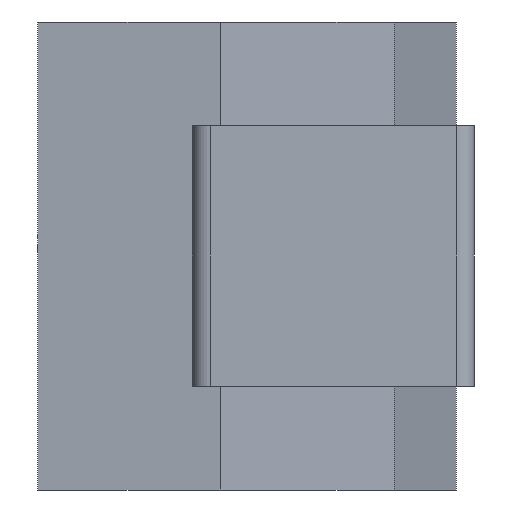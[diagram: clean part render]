
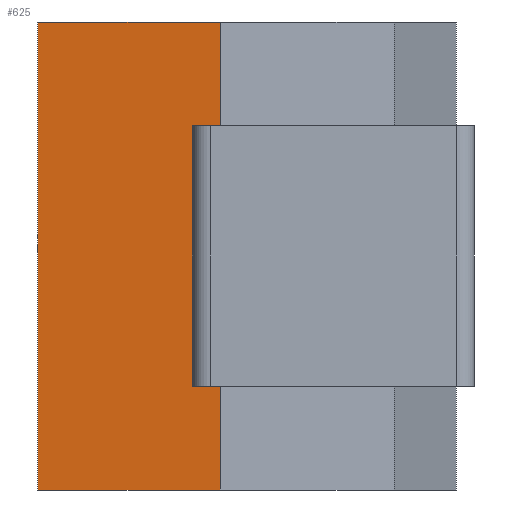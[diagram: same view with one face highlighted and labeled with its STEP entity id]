
A CAD part, left-side view. The second image highlights one B-rep face of the part: STEP entity #625.
In plain terms, the highlighted planar face has unit normal (-0.996, 0.087, 0).
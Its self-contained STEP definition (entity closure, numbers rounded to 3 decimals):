
#1=DIRECTION('',(-0.087,-0.996,0.));
#2=VECTOR('',#1,1.022);
#3=CARTESIAN_POINT('',(-2.061,1.12,-1.303));
#4=LINE('',#3,#2);
#41=DIRECTION('',(0.087,0.996,0.));
#42=VECTOR('',#41,0.157);
#43=CARTESIAN_POINT('',(-2.15,0.103,-0.725));
#44=LINE('',#43,#42);
#45=DIRECTION('',(0.,0.,1.));
#46=VECTOR('',#45,2.605);
#47=CARTESIAN_POINT('',(-2.061,1.12,-1.303));
#48=LINE('',#47,#46);
#49=DIRECTION('',(0.087,0.996,0.));
#50=VECTOR('',#49,0.157);
#51=CARTESIAN_POINT('',(-2.15,0.103,0.725));
#52=LINE('',#51,#50);
#53=DIRECTION('',(0.,0.,1.));
#54=VECTOR('',#53,1.45);
#55=CARTESIAN_POINT('',(-2.136,0.259,-0.725));
#56=LINE('',#55,#54);
#229=DIRECTION('',(0.,0.,1.));
#230=VECTOR('',#229,0.578);
#231=CARTESIAN_POINT('',(-2.15,0.103,0.725));
#232=LINE('',#231,#230);
#233=DIRECTION('',(0.,0.,1.));
#234=VECTOR('',#233,0.578);
#235=CARTESIAN_POINT('',(-2.15,0.103,-1.303));
#236=LINE('',#235,#234);
#371=DIRECTION('',(-0.087,-0.996,0.));
#372=VECTOR('',#371,1.022);
#373=CARTESIAN_POINT('',(-2.061,1.12,1.303));
#374=LINE('',#373,#372);
#436=CARTESIAN_POINT('',(-2.061,1.12,-1.303));
#438=VERTEX_POINT('',#436);
#440=CARTESIAN_POINT('',(-2.061,1.12,1.303));
#442=VERTEX_POINT('',#440);
#525=CARTESIAN_POINT('',(-2.136,0.259,-0.725));
#526=VERTEX_POINT('',#525);
#529=CARTESIAN_POINT('',(-2.136,0.259,0.725));
#530=VERTEX_POINT('',#529);
#535=CARTESIAN_POINT('',(-2.15,0.103,-1.303));
#536=VERTEX_POINT('',#535);
#551=CARTESIAN_POINT('',(-2.15,0.103,1.303));
#552=VERTEX_POINT('',#551);
#567=CARTESIAN_POINT('',(-2.15,0.103,-0.725));
#568=VERTEX_POINT('',#567);
#569=CARTESIAN_POINT('',(-2.15,0.103,0.725));
#570=VERTEX_POINT('',#569);
#603=CARTESIAN_POINT('',(-2.061,1.12,-1.303));
#604=DIRECTION('',(-0.996,0.087,0.));
#605=DIRECTION('',(-0.087,-0.996,0.));
#606=AXIS2_PLACEMENT_3D('',#603,#604,#605);
#607=PLANE('',#606);
#609=ORIENTED_EDGE('',*,*,#608,.F.);
#611=ORIENTED_EDGE('',*,*,#610,.F.);
#612=ORIENTED_EDGE('',*,*,#580,.F.);
#614=ORIENTED_EDGE('',*,*,#613,.T.);
#616=ORIENTED_EDGE('',*,*,#615,.T.);
#618=ORIENTED_EDGE('',*,*,#617,.F.);
#620=ORIENTED_EDGE('',*,*,#619,.T.);
#622=ORIENTED_EDGE('',*,*,#621,.F.);
#623=EDGE_LOOP('',(#609,#611,#612,#614,#616,#618,#620,#622));
#624=FACE_OUTER_BOUND('',#623,.F.);
#580=EDGE_CURVE('',#438,#536,#4,.T.);
#608=EDGE_CURVE('',#568,#526,#44,.T.);
#610=EDGE_CURVE('',#536,#568,#236,.T.);
#613=EDGE_CURVE('',#438,#442,#48,.T.);
#615=EDGE_CURVE('',#442,#552,#374,.T.);
#617=EDGE_CURVE('',#570,#552,#232,.T.);
#619=EDGE_CURVE('',#570,#530,#52,.T.);
#621=EDGE_CURVE('',#526,#530,#56,.T.);
#625=ADVANCED_FACE('',(#624),#607,.T.);
